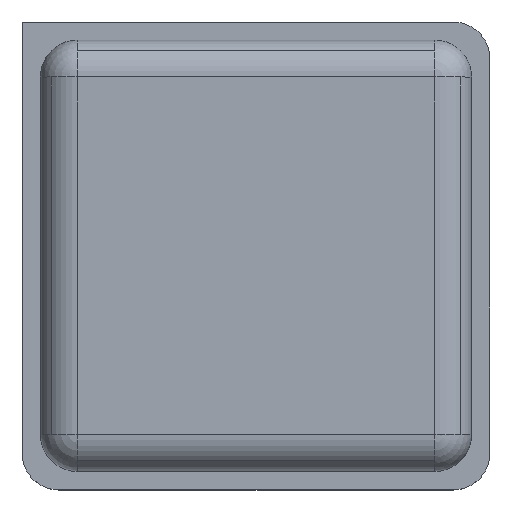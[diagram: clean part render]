
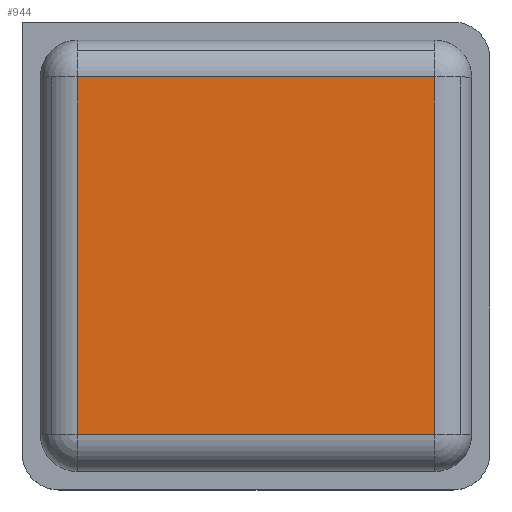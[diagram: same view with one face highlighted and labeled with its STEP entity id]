
A CAD part, top view. The second image highlights one B-rep face of the part: STEP entity #944.
In plain terms, the highlighted planar face has unit normal (0, 0, 1).
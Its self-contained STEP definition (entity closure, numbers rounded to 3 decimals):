
#324=CARTESIAN_POINT('',(-4.85,4.85,6.39));
#325=VERTEX_POINT('',#324);
#333=CARTESIAN_POINT('',(4.85,4.85,6.39));
#334=VERTEX_POINT('',#333);
#335=CARTESIAN_POINT('',(-4.85,4.85,6.39));
#336=DIRECTION('',(1.0,0.0,0.0));
#337=VECTOR('',#336,9.7);
#338=LINE('',#335,#337);
#339=EDGE_CURVE('',#325,#334,#338,.T.);
#415=CARTESIAN_POINT('',(4.85,-4.85,6.39));
#416=VERTEX_POINT('',#415);
#417=CARTESIAN_POINT('',(4.85,4.85,6.39));
#418=DIRECTION('',(0.0,-1.0,0.0));
#419=VECTOR('',#418,9.7);
#420=LINE('',#417,#419);
#421=EDGE_CURVE('',#334,#416,#420,.T.);
#490=CARTESIAN_POINT('',(-4.85,-4.85,6.39));
#491=VERTEX_POINT('',#490);
#499=CARTESIAN_POINT('',(-4.85,-4.85,6.39));
#500=DIRECTION('',(0.0,1.0,0.0));
#501=VECTOR('',#500,9.7);
#502=LINE('',#499,#501);
#503=EDGE_CURVE('',#491,#325,#502,.T.);
#537=CARTESIAN_POINT('',(4.85,-4.85,6.39));
#538=DIRECTION('',(-1.0,0.0,0.0));
#539=VECTOR('',#538,9.7);
#540=LINE('',#537,#539);
#541=EDGE_CURVE('',#416,#491,#540,.T.);
#933=CARTESIAN_POINT('',(0.,0.,6.39));
#934=DIRECTION('',(0.0,0.0,1.0));
#935=DIRECTION('',(1.0,0.0,0.0));
#936=AXIS2_PLACEMENT_3D('',#933,#934,#935);
#937=PLANE('',#936);
#938=ORIENTED_EDGE('',*,*,#541,.F.);
#939=ORIENTED_EDGE('',*,*,#421,.F.);
#940=ORIENTED_EDGE('',*,*,#339,.F.);
#941=ORIENTED_EDGE('',*,*,#503,.F.);
#942=EDGE_LOOP('',(#938,#939,#940,#941));
#943=FACE_OUTER_BOUND('',#942,.T.);
#944=ADVANCED_FACE('',(#943),#937,.T.);
